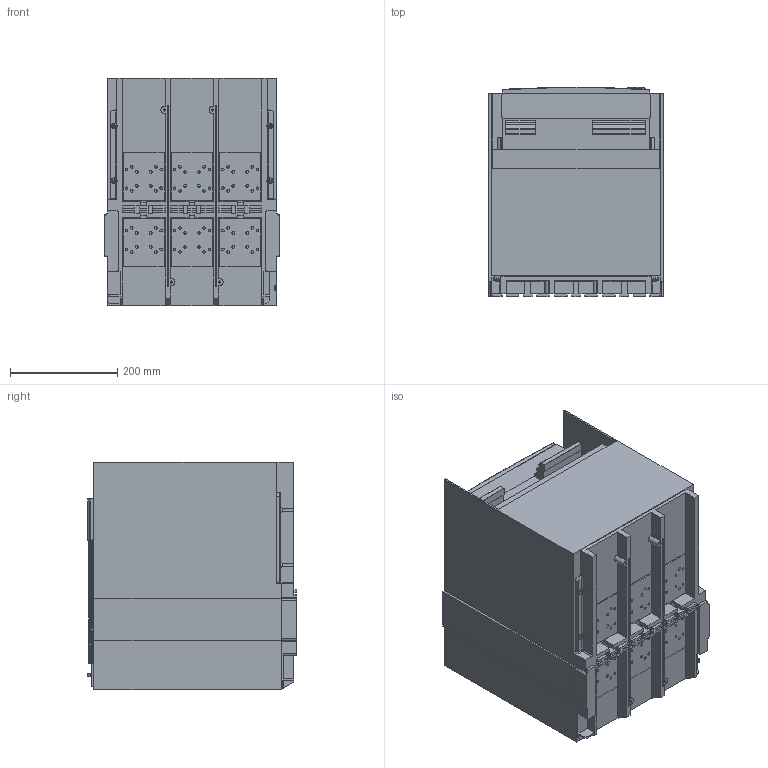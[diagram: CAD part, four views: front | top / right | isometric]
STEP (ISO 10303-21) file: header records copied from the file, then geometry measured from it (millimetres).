
FILE_DESCRIPTION(('CATIA V5 STEP Exchange'),'2;1');
FILE_NAME('1SDH001252R0431_1PA_001_00_E2.2_III_W_POVERO_N0761.stp','2016-04-05T09:27:41+00:00',('none'),('none'),'CATIA Version 5 Release 20 SP 6 (IN-10)','CATIA V5 STEP AP214','none');
FILE_SCHEMA(('AUTOMOTIVE_DESIGN { 1 0 10303 214 1 1 1 1 }'));
Products named in the file (1): 1SDH001252R0431_1PA_001_00_E2.2_III_W_POVERO_N0761
Bounding box: 325 x 390.9 x 425 mm (x, y, z)
Volume: 35041894.3 mm3; surface area: 2299952.7 mm2
Topology: 21 solids, 81 shells, 2053 faces, 5286 edges, 3400 vertices
Faces by surface type: plane 1101, cylinder 722, torus 65, cone 60, bspline 50, sphere 34, extrusion 18, revolution 3
Entity records: 61311 total; most frequent: CARTESIAN_POINT 15651, ORIENTED_EDGE 10408, DIRECTION 7266, EDGE_CURVE 5204, VERTEX_POINT 3400, VECTOR 3370, LINE 3352, AXIS2_PLACEMENT_3D 2663
